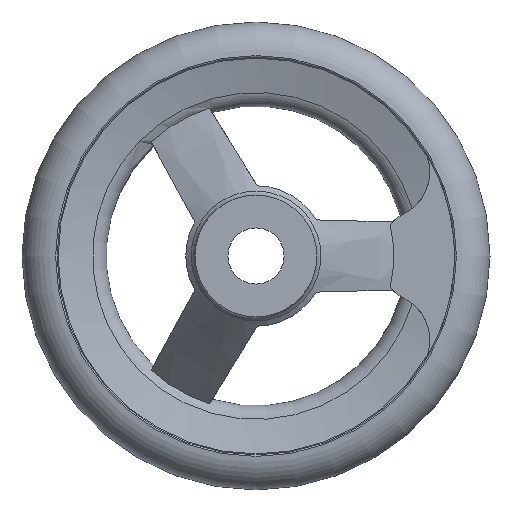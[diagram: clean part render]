
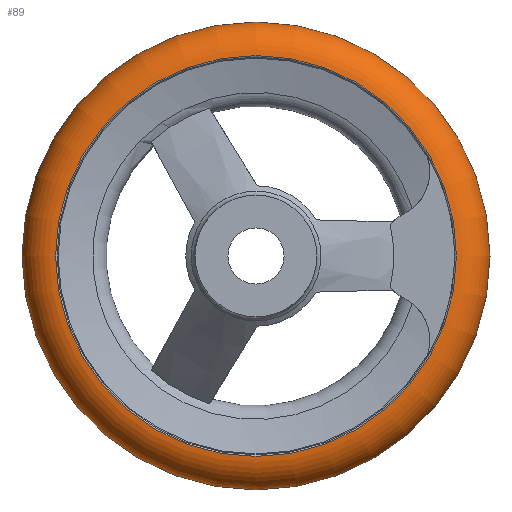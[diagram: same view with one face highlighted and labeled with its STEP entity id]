
A CAD part, front view. The second image highlights one B-rep face of the part: STEP entity #89.
In plain terms, the highlighted toroidal (fillet/blend) face has major radius 42.5 mm and minor radius 7.5 mm.
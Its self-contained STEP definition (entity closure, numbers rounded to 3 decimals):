
#89 = ADVANCED_FACE( '', ( #208, #209, #210 ), #211, .T. );
#208 = FACE_BOUND( '', #362, .T. );
#209 = FACE_OUTER_BOUND( '', #363, .T. );
#210 = FACE_OUTER_BOUND( '', #364, .T. );
#211 = TOROIDAL_SURFACE( '', #365, 42.5, 7.5 );
#362 = VERTEX_LOOP( '', #584 );
#363 = EDGE_LOOP( '', ( #585 ) );
#364 = EDGE_LOOP( '', ( #586 ) );
#365 = AXIS2_PLACEMENT_3D( '', #587, #588, #589 );
#584 = VERTEX_POINT( '', #893 );
#585 = ORIENTED_EDGE( '', *, *, #876, .T. );
#586 = ORIENTED_EDGE( '', *, *, #863, .F. );
#587 = CARTESIAN_POINT( '', ( 0., 25.5, 0. ) );
#588 = DIRECTION( '', ( 0., -1., 0. ) );
#589 = DIRECTION( '', ( 0., 0., -1. ) );
#863 = EDGE_CURVE( '', #1009, #1009, #1010, .T. );
#876 = EDGE_CURVE( '', #1032, #1032, #1033, .T. );
#893 = CARTESIAN_POINT( '', ( 0., 25.5, -50. ) );
#1009 = VERTEX_POINT( '', #1217 );
#1010 = CIRCLE( '', #1218, 42.813 );
#1032 = VERTEX_POINT( '', #1258 );
#1033 = CIRCLE( '', #1259, 42.813 );
#1217 = CARTESIAN_POINT( '', ( 0., 18.007, -42.813 ) );
#1218 = AXIS2_PLACEMENT_3D( '', #1777, #1778, #1779 );
#1258 = CARTESIAN_POINT( '', ( 0., 32.993, -42.813 ) );
#1259 = AXIS2_PLACEMENT_3D( '', #1793, #1794, #1795 );
#1777 = CARTESIAN_POINT( '', ( 0., 18.007, 0. ) );
#1778 = DIRECTION( '', ( 0., -1., 0. ) );
#1779 = DIRECTION( '', ( 0., 0., -1. ) );
#1793 = CARTESIAN_POINT( '', ( 0., 32.993, 0. ) );
#1794 = DIRECTION( '', ( 0., -1., 0. ) );
#1795 = DIRECTION( '', ( 0., 0., -1. ) );
